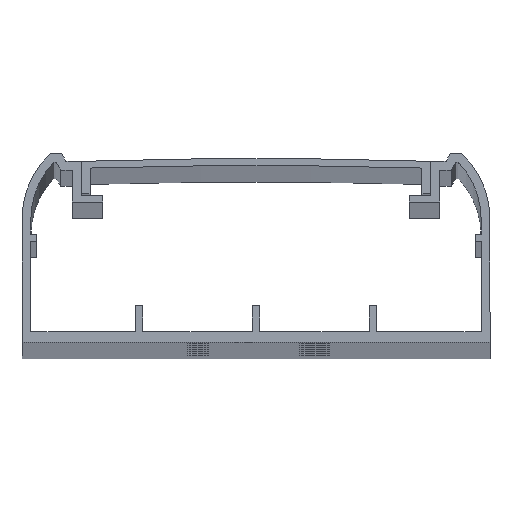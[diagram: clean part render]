
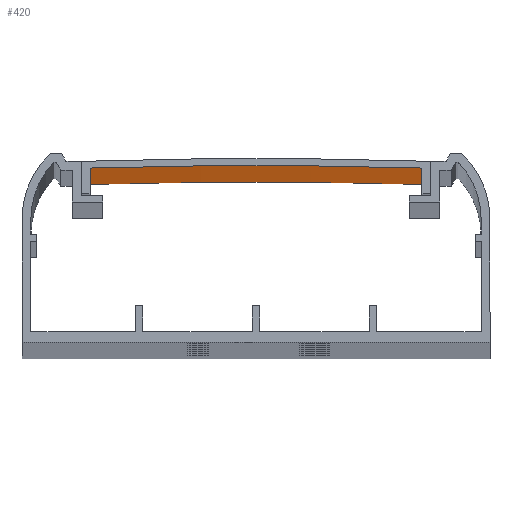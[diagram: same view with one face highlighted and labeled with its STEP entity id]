
A CAD part, top view. The second image highlights one B-rep face of the part: STEP entity #420.
In plain terms, the highlighted cylindrical face has radius 1198.5 mm (diameter 2397 mm), a partial arc.
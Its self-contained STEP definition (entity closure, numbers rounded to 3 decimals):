
#92 = DIRECTION ( 'NONE',  ( 0., 0., -1. ) ) ;
#122 = CARTESIAN_POINT ( 'NONE',  ( 35.5, 37.267, -1000. ) ) ;
#136 = EDGE_CURVE ( 'NONE', #4045, #2138, #876, .T. ) ;
#308 = ORIENTED_EDGE ( 'NONE', *, *, #1766, .F. ) ;
#420 = ADVANCED_FACE ( 'NONE', ( #926 ), #4333, .F. ) ;
#650 = DIRECTION ( 'NONE',  ( -1., 0., 0. ) ) ;
#876 = CIRCLE ( 'NONE', #3052, 1198.5 ) ;
#915 = CARTESIAN_POINT ( 'NONE',  ( -35.5, 37.267, 1000. ) ) ;
#926 = FACE_OUTER_BOUND ( 'NONE', #1046, .T. ) ;
#1046 = EDGE_LOOP ( 'NONE', ( #1952, #308, #1523, #2736 ) ) ;
#1159 = EDGE_CURVE ( 'NONE', #2021, #2980, #4053, .T. ) ;
#1166 = CARTESIAN_POINT ( 'NONE',  ( 35.5, 37.267, 1000. ) ) ;
#1257 = DIRECTION ( 'NONE',  ( 0., 0., -1. ) ) ;
#1523 = ORIENTED_EDGE ( 'NONE', *, *, #1159, .F. ) ;
#1665 = CARTESIAN_POINT ( 'NONE',  ( -35.5, 37.267, -1000. ) ) ;
#1692 = EDGE_CURVE ( 'NONE', #2021, #4045, #4575, .T. ) ;
#1766 = EDGE_CURVE ( 'NONE', #2980, #2138, #3471, .T. ) ;
#1811 = CARTESIAN_POINT ( 'NONE',  ( -35.5, 37.267, 1000. ) ) ;
#1952 = ORIENTED_EDGE ( 'NONE', *, *, #136, .T. ) ;
#2021 = VERTEX_POINT ( 'NONE', #1811 ) ;
#2138 = VERTEX_POINT ( 'NONE', #122 ) ;
#2269 = CARTESIAN_POINT ( 'NONE',  ( 0., -1160.708, 1000. ) ) ;
#2602 = AXIS2_PLACEMENT_3D ( 'NONE', #2269, #92, #2643 ) ;
#2643 = DIRECTION ( 'NONE',  ( 1., 0., 0. ) ) ;
#2736 = ORIENTED_EDGE ( 'NONE', *, *, #1692, .T. ) ;
#2835 = DIRECTION ( 'NONE',  ( 0., 0., -1. ) ) ;
#2879 = AXIS2_PLACEMENT_3D ( 'NONE', #4594, #4552, #650 ) ;
#2980 = VERTEX_POINT ( 'NONE', #1166 ) ;
#3052 = AXIS2_PLACEMENT_3D ( 'NONE', #3524, #3519, #3490 ) ;
#3471 = LINE ( 'NONE', #4540, #3584 ) ;
#3490 = DIRECTION ( 'NONE',  ( 1., 0., 0. ) ) ;
#3519 = DIRECTION ( 'NONE',  ( 0., 0., -1. ) ) ;
#3524 = CARTESIAN_POINT ( 'NONE',  ( 0., -1160.708, -1000. ) ) ;
#3584 = VECTOR ( 'NONE', #2835, 1000. ) ;
#4045 = VERTEX_POINT ( 'NONE', #1665 ) ;
#4053 = CIRCLE ( 'NONE', #2602, 1198.5 ) ;
#4333 = CYLINDRICAL_SURFACE ( 'NONE', #2879, 1198.5 ) ;
#4465 = VECTOR ( 'NONE', #1257, 1000. ) ;
#4540 = CARTESIAN_POINT ( 'NONE',  ( 35.5, 37.267, 1000. ) ) ;
#4552 = DIRECTION ( 'NONE',  ( 0., 0., -1. ) ) ;
#4575 = LINE ( 'NONE', #915, #4465 ) ;
#4594 = CARTESIAN_POINT ( 'NONE',  ( 0., -1160.708, 1000. ) ) ;
